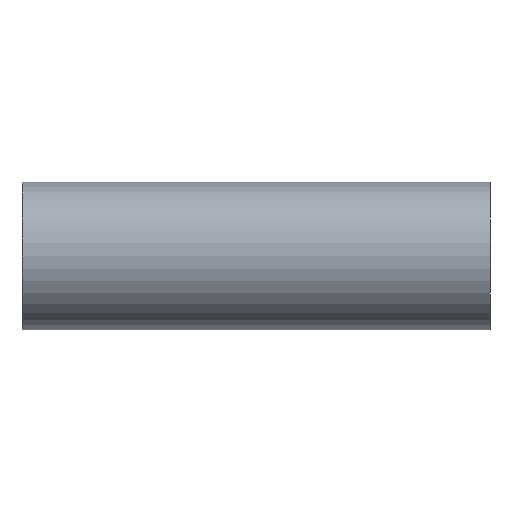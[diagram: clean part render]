
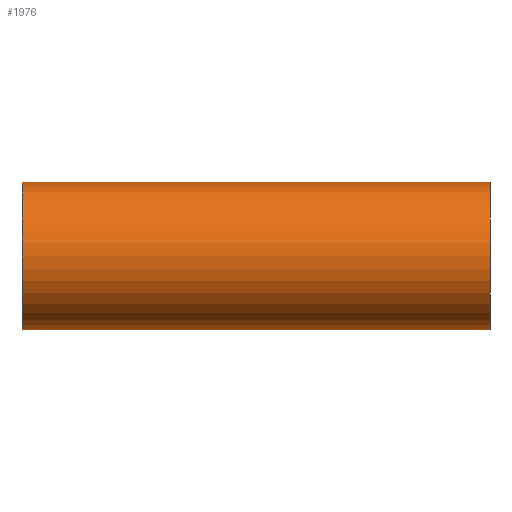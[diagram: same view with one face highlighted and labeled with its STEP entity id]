
A CAD part, front view. The second image highlights one B-rep face of the part: STEP entity #1976.
In plain terms, the highlighted cylindrical face has radius 19.05 mm (diameter 38.1 mm), a partial arc.
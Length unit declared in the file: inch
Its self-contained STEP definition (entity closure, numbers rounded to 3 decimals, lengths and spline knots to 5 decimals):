
#6 = VERTEX_POINT ( 'NONE', #672 ) ;
#10 = DIRECTION ( 'NONE',  ( -1., 0., 0. ) ) ;
#81 = ORIENTED_EDGE ( 'NONE', *, *, #1825, .T. ) ;
#86 = CYLINDRICAL_SURFACE ( 'NONE', #756, 0.75 ) ;
#88 = DIRECTION ( 'NONE',  ( 0., 0., -1. ) ) ;
#158 = CIRCLE ( 'NONE', #1606, 0.75 ) ;
#170 = LINE ( 'NONE', #1831, #495 ) ;
#229 = CARTESIAN_POINT ( 'NONE',  ( -2.37402, 0., 0. ) ) ;
#237 = DIRECTION ( 'NONE',  ( 1., 0., 0. ) ) ;
#366 = ORIENTED_EDGE ( 'NONE', *, *, #795, .F. ) ;
#434 = DIRECTION ( 'NONE',  ( -1., 0., 0. ) ) ;
#495 = VECTOR ( 'NONE', #10, 39.37008 ) ;
#618 = VERTEX_POINT ( 'NONE', #1235 ) ;
#668 = CIRCLE ( 'NONE', #1287, 0.75 ) ;
#672 = CARTESIAN_POINT ( 'NONE',  ( -2.37402, 0., -0.75 ) ) ;
#751 = CARTESIAN_POINT ( 'NONE',  ( 2.37402, 0., 0.75 ) ) ;
#756 = AXIS2_PLACEMENT_3D ( 'NONE', #2124, #1440, #1619 ) ;
#795 = EDGE_CURVE ( 'NONE', #618, #6, #170, .T. ) ;
#902 = CARTESIAN_POINT ( 'NONE',  ( 2.37402, 0., 0. ) ) ;
#930 = FACE_OUTER_BOUND ( 'NONE', #1834, .T. ) ;
#933 = CARTESIAN_POINT ( 'NONE',  ( -2.37402, 0., 0.75 ) ) ;
#1076 = CARTESIAN_POINT ( 'NONE',  ( 2.37402, 0., 0.75 ) ) ;
#1235 = CARTESIAN_POINT ( 'NONE',  ( 2.37402, 0., -0.75 ) ) ;
#1287 = AXIS2_PLACEMENT_3D ( 'NONE', #902, #2137, #1435 ) ;
#1317 = ORIENTED_EDGE ( 'NONE', *, *, #1871, .F. ) ;
#1435 = DIRECTION ( 'NONE',  ( 0., 0., -1. ) ) ;
#1440 = DIRECTION ( 'NONE',  ( -1., 0., 0. ) ) ;
#1606 = AXIS2_PLACEMENT_3D ( 'NONE', #229, #237, #88 ) ;
#1607 = VECTOR ( 'NONE', #434, 39.37008 ) ;
#1619 = DIRECTION ( 'NONE',  ( 0., 0., 1. ) ) ;
#1625 = VERTEX_POINT ( 'NONE', #751 ) ;
#1656 = ORIENTED_EDGE ( 'NONE', *, *, #2040, .T. ) ;
#1783 = LINE ( 'NONE', #1076, #1607 ) ;
#1825 = EDGE_CURVE ( 'NONE', #1625, #2123, #1783, .T. ) ;
#1831 = CARTESIAN_POINT ( 'NONE',  ( 2.37402, 0., -0.75 ) ) ;
#1834 = EDGE_LOOP ( 'NONE', ( #366, #1317, #81, #1656 ) ) ;
#1871 = EDGE_CURVE ( 'NONE', #1625, #618, #668, .T. ) ;
#1976 = ADVANCED_FACE ( 'NONE', ( #930 ), #86, .T. ) ;
#2040 = EDGE_CURVE ( 'NONE', #2123, #6, #158, .T. ) ;
#2123 = VERTEX_POINT ( 'NONE', #933 ) ;
#2124 = CARTESIAN_POINT ( 'NONE',  ( 2.37402, 0., 0. ) ) ;
#2137 = DIRECTION ( 'NONE',  ( 1., 0., 0. ) ) ;
